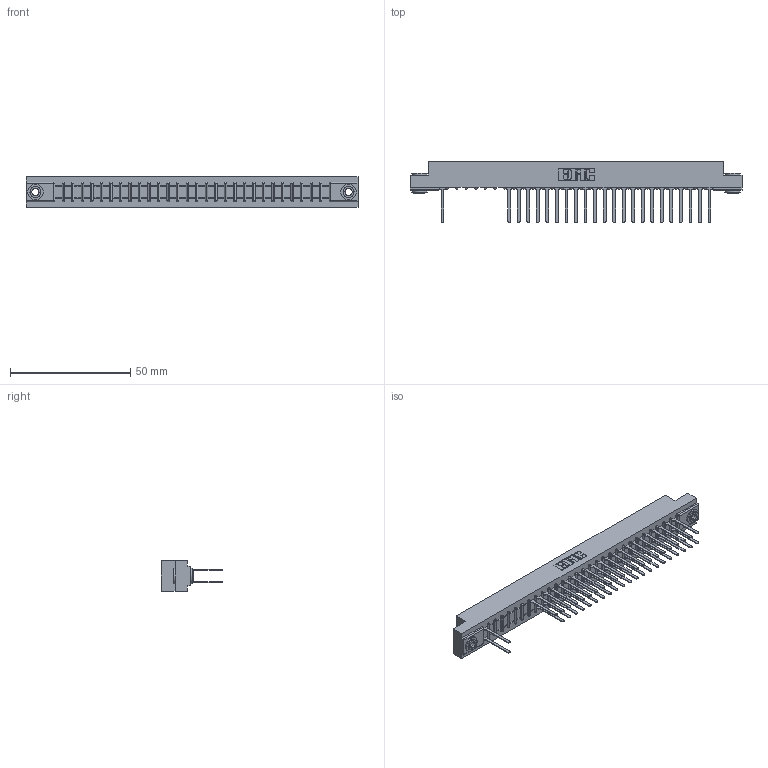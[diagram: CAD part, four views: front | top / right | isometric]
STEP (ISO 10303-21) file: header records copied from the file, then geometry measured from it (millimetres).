
FILE_DESCRIPTION (( 'STEP AP203' ), '1' );
FILE_NAME ('307-058-542-203.STEP', '2018-08-06T07:40:13', ( '' ), ( '' ), 'SwSTEP 2.0', 'SolidWorks 2016', '' );
FILE_SCHEMA (( 'CONFIG_CONTROL_DESIGN' ));
Length unit declared in the file: inch
Products named in the file (4): 307 Part_.156 Dia Mounting Holes; 307-290-001_542; 345-250-002_345-250-002-102; 307-058-542-203
Assembly tree (48 placements, depth 2):
  307-058-542-203
    307 Part_.156 Dia Mounting Holes
    307-290-001_542  x45
    345-250-002_345-250-002-102  x2
Bounding box: 137.92 x 25.43 x 12.7 mm (x, y, z)
Volume: 14579.1 mm3; surface area: 17702.7 mm2
Topology: 48 solids, 48 shells, 2400 faces, 6701 edges, 4322 vertices
Faces by surface type: plane 1567, cylinder 765, sphere 60, cone 8
Entity records: 28009 total; most frequent: CARTESIAN_POINT 4621, ORIENTED_EDGE 4582, DIRECTION 4533, EDGE_CURVE 2291, LINE 1745, VECTOR 1745, VERTEX_POINT 1482, AXIS2_PLACEMENT_3D 1394
